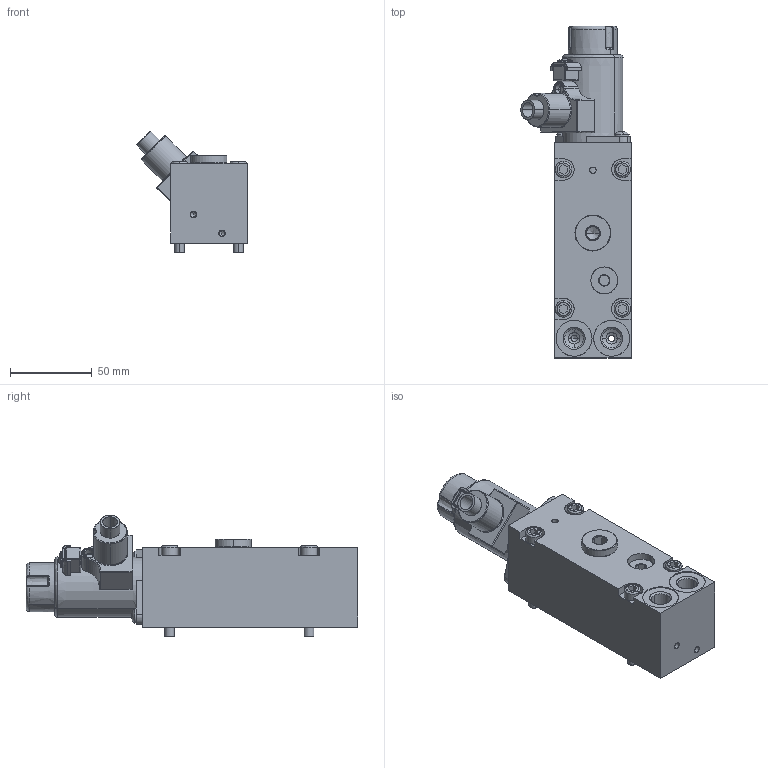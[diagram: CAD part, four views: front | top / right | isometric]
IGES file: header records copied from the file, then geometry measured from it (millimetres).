
Start section: SolidWorks IGES file using analytic representation for surfaces
Global section: file name: MHPXAH.igs; native system: SolidWorks 2012; preprocessor: SolidWorks 2012; author: ARUTPUT15; date: 131005.121725; units: millimetre
Bounding box: 67.69 x 203.5 x 74.69 mm (x, y, z)
Surface area: 75958.7 mm2 (no closed solid volume)
Topology: 0 solids, 0 shells, 782 faces, 10594 edges, 10531 vertices
Faces by surface type: revolution 448, bspline 334
